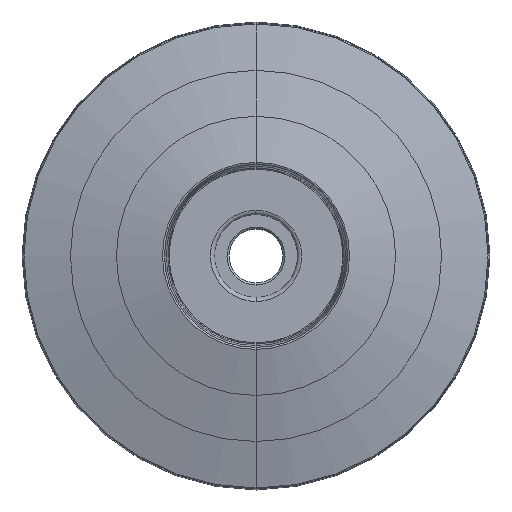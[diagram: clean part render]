
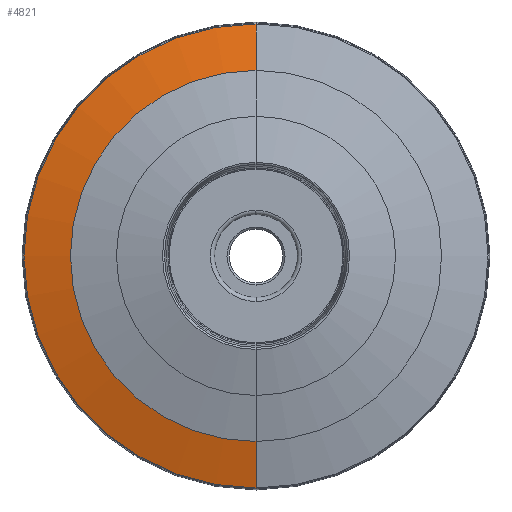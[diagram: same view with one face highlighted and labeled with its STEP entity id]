
A CAD part, top view. The second image highlights one B-rep face of the part: STEP entity #4821.
In plain terms, the highlighted face is a revolution surface.
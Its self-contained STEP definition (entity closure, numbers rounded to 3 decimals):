
#2082=CARTESIAN_POINT('',(0.,44.757,44.038));
#2118=CARTESIAN_POINT('',(0.,-44.757,44.038));
#2154=CARTESIAN_POINT('',(0.,0.,44.038));
#2155=DIRECTION('',(0.,0.,1.));
#2156=DIRECTION('',(0.,1.,0.));
#2157=AXIS2_PLACEMENT_3D('',#2154,#2155,#2156);
#3287=CARTESIAN_POINT('',(0.,55.965,41.033));
#3323=CARTESIAN_POINT('',(0.,-55.965,41.033));
#3336=CARTESIAN_POINT('',(0.,55.965,41.033));
#3337=CARTESIAN_POINT('',(0.,55.834,41.071));
#3338=CARTESIAN_POINT('',(0.,55.574,41.145));
#3339=CARTESIAN_POINT('',(0.,55.183,41.257));
#3340=CARTESIAN_POINT('',(0.,54.792,41.368));
#3341=CARTESIAN_POINT('',(0.,54.402,41.478));
#3342=CARTESIAN_POINT('',(0.,54.011,41.588));
#3343=CARTESIAN_POINT('',(0.,53.62,41.698));
#3344=CARTESIAN_POINT('',(0.,53.229,41.807));
#3345=CARTESIAN_POINT('',(0.,52.838,41.915));
#3346=CARTESIAN_POINT('',(0.,52.448,42.023));
#3347=CARTESIAN_POINT('',(0.,52.057,42.13));
#3348=CARTESIAN_POINT('',(0.,51.666,42.237));
#3349=CARTESIAN_POINT('',(0.,51.276,42.343));
#3350=CARTESIAN_POINT('',(0.,50.885,42.449));
#3351=CARTESIAN_POINT('',(0.,50.494,42.554));
#3352=CARTESIAN_POINT('',(0.,50.104,42.659));
#3353=CARTESIAN_POINT('',(0.,49.713,42.763));
#3354=CARTESIAN_POINT('',(0.,49.323,42.866));
#3355=CARTESIAN_POINT('',(0.,48.933,42.969));
#3356=CARTESIAN_POINT('',(0.,48.543,43.071));
#3357=CARTESIAN_POINT('',(0.,48.154,43.173));
#3358=CARTESIAN_POINT('',(0.,47.765,43.274));
#3359=CARTESIAN_POINT('',(0.,47.376,43.374));
#3360=CARTESIAN_POINT('',(0.,46.987,43.474));
#3361=CARTESIAN_POINT('',(0.,46.599,43.574));
#3362=CARTESIAN_POINT('',(0.,46.211,43.673));
#3363=CARTESIAN_POINT('',(0.,45.823,43.771));
#3364=CARTESIAN_POINT('',(0.,45.435,43.868));
#3365=CARTESIAN_POINT('',(0.,45.08,43.957));
#3366=CARTESIAN_POINT('',(0.,44.854,44.014));
#3367=CARTESIAN_POINT('',(0.,44.757,44.038));
#3372=CARTESIAN_POINT('',(0.,-55.965,41.033));
#3373=CARTESIAN_POINT('',(0.,-55.834,
41.071));
#3374=CARTESIAN_POINT('',(0.,-55.574,
41.145));
#3375=CARTESIAN_POINT('',(0.,-55.183,
41.257));
#3376=CARTESIAN_POINT('',(0.,-54.792,
41.368));
#3377=CARTESIAN_POINT('',(0.,-54.402,
41.478));
#3378=CARTESIAN_POINT('',(0.,-54.011,
41.588));
#3379=CARTESIAN_POINT('',(0.,-53.62,
41.698));
#3380=CARTESIAN_POINT('',(0.,-53.229,
41.807));
#3381=CARTESIAN_POINT('',(0.,-52.838,
41.915));
#3382=CARTESIAN_POINT('',(0.,-52.448,
42.023));
#3383=CARTESIAN_POINT('',(0.,-52.057,
42.13));
#3384=CARTESIAN_POINT('',(0.,-51.666,
42.237));
#3385=CARTESIAN_POINT('',(0.,-51.276,
42.343));
#3386=CARTESIAN_POINT('',(0.,-50.885,
42.449));
#3387=CARTESIAN_POINT('',(0.,-50.494,
42.554));
#3388=CARTESIAN_POINT('',(0.,-50.104,
42.659));
#3389=CARTESIAN_POINT('',(0.,-49.713,
42.763));
#3390=CARTESIAN_POINT('',(0.,-49.323,
42.866));
#3391=CARTESIAN_POINT('',(0.,-48.933,
42.969));
#3392=CARTESIAN_POINT('',(0.,-48.543,
43.071));
#3393=CARTESIAN_POINT('',(0.,-48.154,
43.173));
#3394=CARTESIAN_POINT('',(0.,-47.765,
43.274));
#3395=CARTESIAN_POINT('',(0.,-47.376,
43.374));
#3396=CARTESIAN_POINT('',(0.,-46.987,
43.474));
#3397=CARTESIAN_POINT('',(0.,-46.599,
43.574));
#3398=CARTESIAN_POINT('',(0.,-46.211,
43.673));
#3399=CARTESIAN_POINT('',(0.,-45.823,
43.771));
#3400=CARTESIAN_POINT('',(0.,-45.435,
43.868));
#3401=CARTESIAN_POINT('',(0.,-45.08,
43.957));
#3402=CARTESIAN_POINT('',(0.,-44.854,44.014));
#3403=CARTESIAN_POINT('',(0.,-44.757,44.038));
#3408=CARTESIAN_POINT('',(0.,0.,41.033));
#3409=DIRECTION('',(0.,0.,1.));
#3410=DIRECTION('',(0.,1.,0.));
#3411=AXIS2_PLACEMENT_3D('',#3408,#3409,#3410);
#3424=VERTEX_POINT('',#2082);
#3440=VERTEX_POINT('',#3287);
#3441=VERTEX_POINT('',#2118);
#3457=VERTEX_POINT('',#3323);
#4776=CARTESIAN_POINT('',(0.,44.757,44.038));
#4777=CARTESIAN_POINT('',(0.,44.854,44.014));
#4778=CARTESIAN_POINT('',(0.,45.08,43.957));
#4779=CARTESIAN_POINT('',(0.,45.435,43.868));
#4780=CARTESIAN_POINT('',(0.,45.823,43.771));
#4781=CARTESIAN_POINT('',(0.,46.211,43.673));
#4782=CARTESIAN_POINT('',(0.,46.599,43.574));
#4783=CARTESIAN_POINT('',(0.,46.987,43.474));
#4784=CARTESIAN_POINT('',(0.,47.376,43.374));
#4785=CARTESIAN_POINT('',(0.,47.765,43.274));
#4786=CARTESIAN_POINT('',(0.,48.154,43.173));
#4787=CARTESIAN_POINT('',(0.,48.543,43.071));
#4788=CARTESIAN_POINT('',(0.,48.933,42.969));
#4789=CARTESIAN_POINT('',(0.,49.323,42.866));
#4790=CARTESIAN_POINT('',(0.,49.713,42.763));
#4791=CARTESIAN_POINT('',(0.,50.104,42.659));
#4792=CARTESIAN_POINT('',(0.,50.494,42.554));
#4793=CARTESIAN_POINT('',(0.,50.885,42.449));
#4794=CARTESIAN_POINT('',(0.,51.276,42.343));
#4795=CARTESIAN_POINT('',(0.,51.666,42.237));
#4796=CARTESIAN_POINT('',(0.,52.057,42.13));
#4797=CARTESIAN_POINT('',(0.,52.448,42.023));
#4798=CARTESIAN_POINT('',(0.,52.838,41.915));
#4799=CARTESIAN_POINT('',(0.,53.229,41.807));
#4800=CARTESIAN_POINT('',(0.,53.62,41.698));
#4801=CARTESIAN_POINT('',(0.,54.011,41.588));
#4802=CARTESIAN_POINT('',(0.,54.402,41.478));
#4803=CARTESIAN_POINT('',(0.,54.792,41.368));
#4804=CARTESIAN_POINT('',(0.,55.183,41.257));
#4805=CARTESIAN_POINT('',(0.,55.574,41.145));
#4806=CARTESIAN_POINT('',(0.,55.834,41.071));
#4807=CARTESIAN_POINT('',(0.,55.965,41.033));
#4809=CARTESIAN_POINT('',(0.,0.,50.852));
#4810=DIRECTION('',(0.,0.,-1.));
#4811=AXIS1_PLACEMENT('',#4809,#4810);
#4812=SURFACE_OF_REVOLUTION('',#4808,#4811);
#4814=ORIENTED_EDGE('',*,*,#4813,.T.);
#4815=ORIENTED_EDGE('',*,*,#3547,.T.);
#4817=ORIENTED_EDGE('',*,*,#4816,.F.);
#4818=ORIENTED_EDGE('',*,*,#4769,.F.);
#4819=EDGE_LOOP('',(#4814,#4815,#4817,#4818));
#4820=FACE_OUTER_BOUND('',#4819,.F.);
#4821=ADVANCED_FACE('',(#4820),#4812,.T.);
#2158=CIRCLE('',#2157,44.757);
#3368=B_SPLINE_CURVE_WITH_KNOTS('',3,(#3336,#3337,#3338,#3339,#3340,#3341,#3342,
#3343,#3344,#3345,#3346,#3347,#3348,#3349,#3350,#3351,#3352,#3353,#3354,#3355,
#3356,#3357,#3358,#3359,#3360,#3361,#3362,#3363,#3364,#3365,#3366,#3367),
.UNSPECIFIED.,.F.,.F.,(4,1,1,1,1,1,1,1,1,1,1,1,1,1,1,1,1,1,1,1,1,1,1,1,1,1,1,1,
1,4),(0.,0.035,0.07,0.105,
0.14,0.175,0.21,0.245,
0.28,0.315,0.35,0.385,
0.42,0.454,0.489,0.524,
0.559,0.594,0.629,0.663,
0.698,0.733,0.767,0.802,
0.836,0.871,0.905,0.94,
0.974,1.),.UNSPECIFIED.);
#3404=B_SPLINE_CURVE_WITH_KNOTS('',3,(#3372,#3373,#3374,#3375,#3376,#3377,#3378,
#3379,#3380,#3381,#3382,#3383,#3384,#3385,#3386,#3387,#3388,#3389,#3390,#3391,
#3392,#3393,#3394,#3395,#3396,#3397,#3398,#3399,#3400,#3401,#3402,#3403),
.UNSPECIFIED.,.F.,.F.,(4,1,1,1,1,1,1,1,1,1,1,1,1,1,1,1,1,1,1,1,1,1,1,1,1,1,1,1,
1,4),(0.,0.035,0.07,0.105,
0.14,0.175,0.21,0.245,
0.28,0.315,0.35,0.385,
0.42,0.454,0.489,0.524,
0.559,0.594,0.629,0.663,
0.698,0.733,0.767,0.802,
0.836,0.871,0.905,0.94,
0.974,1.),.UNSPECIFIED.);
#3412=CIRCLE('',#3411,55.965);
#3547=EDGE_CURVE('',#3424,#3441,#2158,.T.);
#4769=EDGE_CURVE('',#3440,#3457,#3412,.T.);
#4808=B_SPLINE_CURVE_WITH_KNOTS('',3,(#4776,#4777,#4778,#4779,#4780,#4781,#4782,
#4783,#4784,#4785,#4786,#4787,#4788,#4789,#4790,#4791,#4792,#4793,#4794,#4795,
#4796,#4797,#4798,#4799,#4800,#4801,#4802,#4803,#4804,#4805,#4806,#4807),
.UNSPECIFIED.,.F.,.F.,(4,1,1,1,1,1,1,1,1,1,1,1,1,1,1,1,1,1,1,1,1,1,1,1,1,1,1,1,
1,4),(0.,0.026,0.06,0.095,
0.129,0.164,0.198,0.233,
0.267,0.302,0.337,0.371,
0.406,0.441,0.476,0.511,
0.546,0.58,0.615,0.65,
0.685,0.72,0.755,0.79,
0.825,0.86,0.895,0.93,
0.965,1.),.UNSPECIFIED.);
#4813=EDGE_CURVE('',#3440,#3424,#3368,.T.);
#4816=EDGE_CURVE('',#3457,#3441,#3404,.T.);
